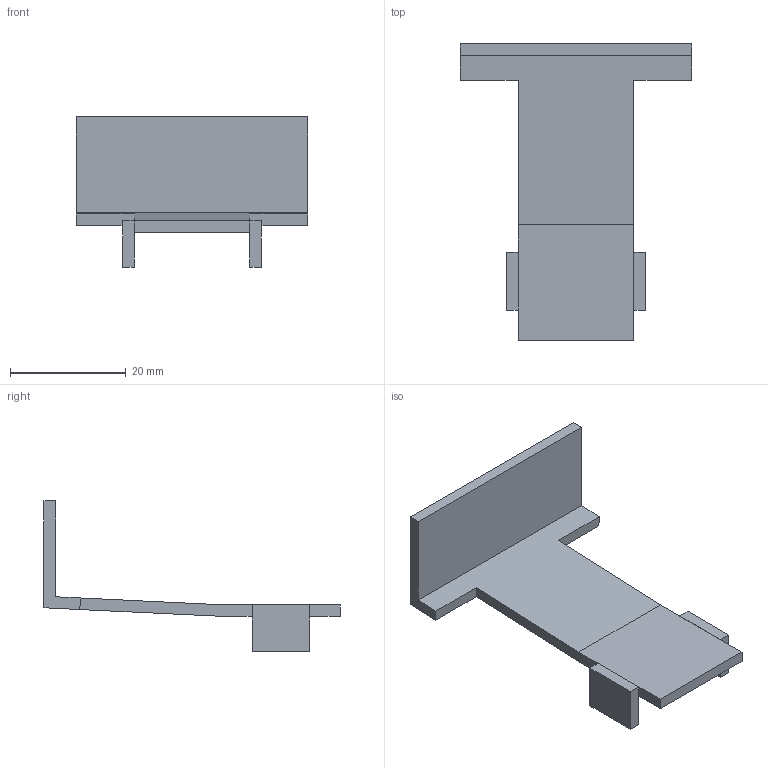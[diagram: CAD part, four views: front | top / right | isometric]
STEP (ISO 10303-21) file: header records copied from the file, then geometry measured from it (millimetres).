
FILE_DESCRIPTION(('STEP AP214'),'1');
FILE_NAME('cctmp_05B4C934-CA7B-409B-8087-1F55E8C4400E_2023_11_20_16_30_14_0989_6396..stp','2023-11-20T15:30:15',('Bosch Rexroth AG'),('CADClick - www.CADClick.com'),'Spatial InterOp 3D',' ','unknown authorization - (Healing Option Enabled)');
FILE_SCHEMA(('AUTOMOTIVE_DESIGN'));
Length unit declared in the file: millimetre
Products named in the file (1): 2023_11_20_16_30_14_0973
Bounding box: 40 x 51.2 x 26 mm (x, y, z)
Volume: 3943.4 mm3; surface area: 4438.5 mm2
Topology: 1 solids, 1 shells, 27 faces, 69 edges, 44 vertices
Faces by surface type: plane 27
Entity records: 1035 total; most frequent: CARTESIAN_POINT 141, ORIENTED_EDGE 138, DIRECTION 125, EDGE_CURVE 69, LINE 69, VECTOR 69, VERTEX_POINT 44, STYLED_ITEM 28
